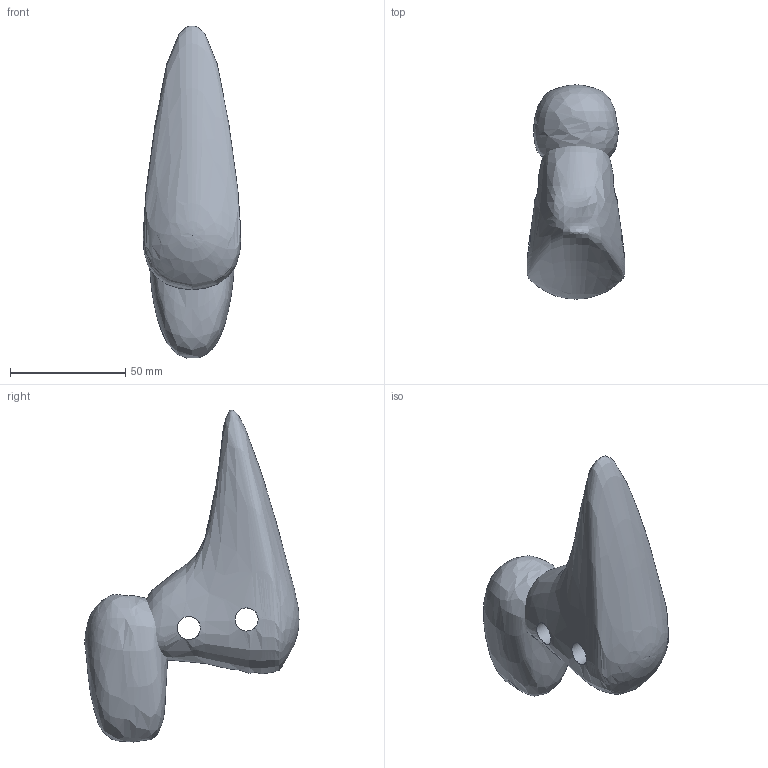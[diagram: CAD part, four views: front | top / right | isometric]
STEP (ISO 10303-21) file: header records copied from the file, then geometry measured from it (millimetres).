
FILE_DESCRIPTION(/* description */ (''),/* implementation_level */ '2;1');
FILE_NAME(/* name */ 'D-Torso.stp',/* time_stamp */ '2025-02-09T16:46:14-05:00',/* author */ ('USUARIO'),/* organization */ (''),/* preprocessor_version */ 'ST-DEVELOPER v20',/* originating_system */ 'Autodesk Inventor 2024',/* authorisation */ '');
FILE_SCHEMA (('AUTOMOTIVE_DESIGN { 1 0 10303 214 3 1 1 }'));
Length unit declared in the file: millimetre
Products named in the file (1): D-Torso
Bounding box: 42.44 x 92.75 x 143.78 mm (x, y, z)
Volume: 169714.9 mm3; surface area: 24217.4 mm2
Topology: 2 solids, 2 shells, 4 faces, 16 edges, 12 vertices
Faces by surface type: cylinder 2, bspline 2
Full cylindrical faces by diameter (mm): 10 x2
Entity records: 604 total; most frequent: CARTESIAN_POINT 457, ORIENTED_EDGE 24, VERTEX_POINT 12, EDGE_CURVE 12, B_SPLINE_CURVE_WITH_KNOTS 10, EDGE_LOOP 8, DIRECTION 8, FACE_BOUND 4
